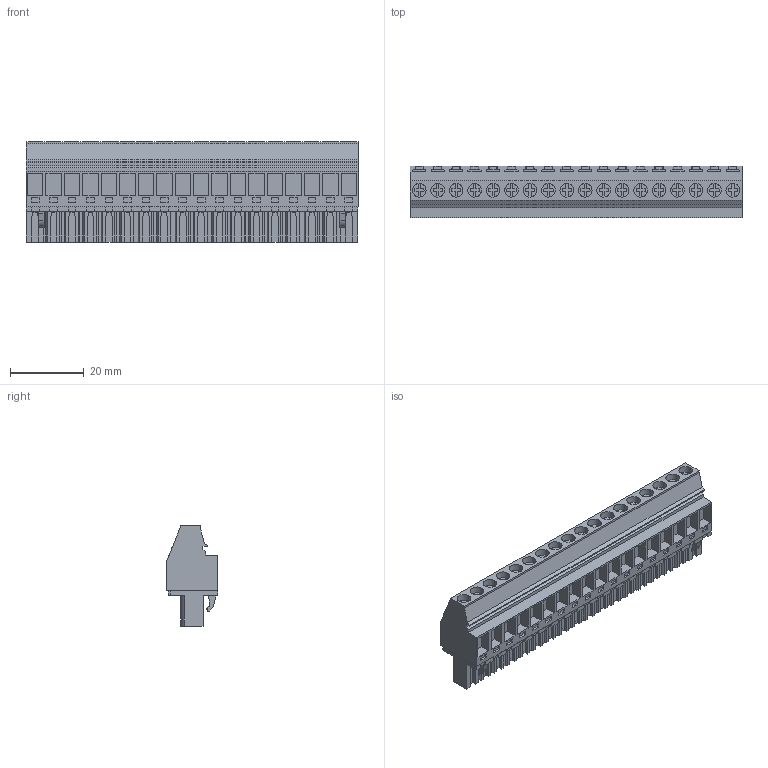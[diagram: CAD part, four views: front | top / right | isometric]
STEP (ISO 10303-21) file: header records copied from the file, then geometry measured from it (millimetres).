
FILE_DESCRIPTION(('CATIA V5 STEP Exchange','CAx-IF Rec.Pracs.--- Model Styling and Organization---1.2---2011-12-15'),'2;1');
FILE_NAME ('D1460445_0_1958720000_1958720000.stp','2017-09-20T15:20:52+00:00',('none'),('Weidmueller'),'CATIA Version 5-6 Release 2014','CATIA V5 STEP AP214','none');
FILE_SCHEMA(('AUTOMOTIVE_DESIGN { 1 0 10303 214 1 1 1 1 }'));
Length unit declared in the file: millimetre
Products named in the file (1): 1958720000
Bounding box: 90 x 14.05 x 27.2 mm (x, y, z)
Volume: 20501.8 mm3; surface area: 11785.7 mm2
Topology: 19 solids, 19 shells, 1144 faces, 3150 edges, 2117 vertices
Faces by surface type: plane 974, cylinder 160, extrusion 10
Entity records: 33284 total; most frequent: ORIENTED_EDGE 6300, CARTESIAN_POINT 6103, DIRECTION 4390, EDGE_CURVE 3150, VECTOR 2740, LINE 2730, VERTEX_POINT 2117, EDGE_LOOP 1217
